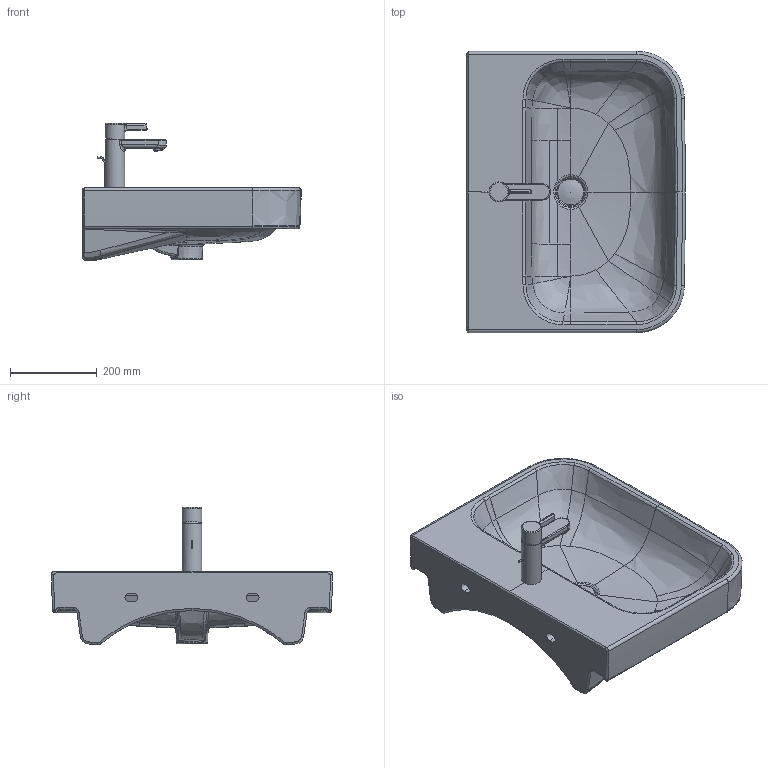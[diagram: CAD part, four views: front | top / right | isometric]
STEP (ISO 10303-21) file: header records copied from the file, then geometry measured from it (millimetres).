
FILE_DESCRIPTION((''),'2;1');
FILE_NAME('231865.stp','2013-12-18T11:16:30',('Administrator'),(''),'Autodesk Inventor 2011','Autodesk Inventor 2011','');
FILE_SCHEMA(('CONFIG_CONTROL_DESIGN'));
Length unit declared in the file: millimetre
Products named in the file (10): 231865; Kelch; Stopfen; Armatur Waschtisch; Fassung Sieb; Griff; Gehäuse; Hebel_Ventil; Gleitring
Assembly tree (9 placements, depth 3):
  231865
    Kelch
    Stopfen
    231865
    Armatur Waschtisch
      Fassung Sieb
      Griff
      Gehäuse
      Hebel_Ventil
      Gleitring
Bounding box: 504.67 x 649.8 x 317.79 mm (x, y, z)
Volume: 14029542.6 mm3; surface area: 1182241.7 mm2
Topology: 7 solids, 9 shells, 554 faces, 1317 edges, 761 vertices
Faces by surface type: bspline 311, plane 100, cylinder 86, torus 30, cone 16, sphere 11
Full cylindrical faces by diameter (mm): 4 x2, 12 x4, 20.15 x1, 21.15 x1, 23.15 x1, 25 x1, 35 x1, 42 x1, 44 x1, 46 x2, 48.5 x1, 60 x1
Entity records: 50526 total; most frequent: CARTESIAN_POINT 39061, ORIENTED_EDGE 2510, DIRECTION 1625, EDGE_CURVE 1257, VERTEX_POINT 750, AXIS2_PLACEMENT_3D 655, EDGE_LOOP 617, FACE_OUTER_BOUND 553
